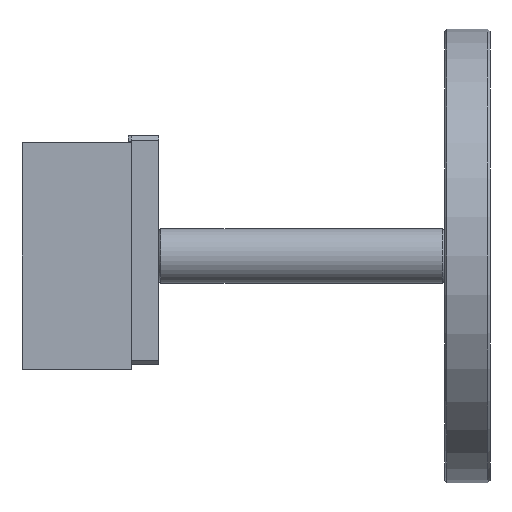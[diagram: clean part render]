
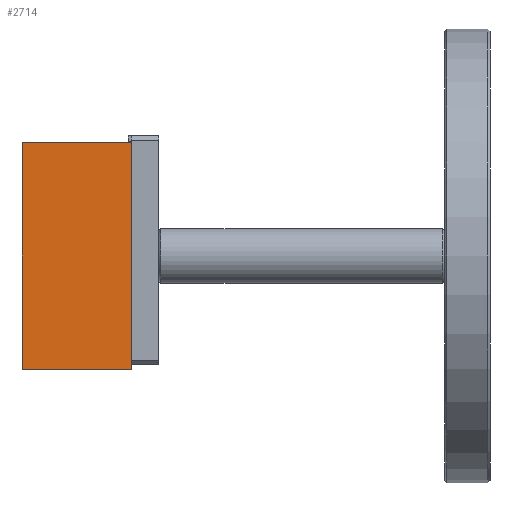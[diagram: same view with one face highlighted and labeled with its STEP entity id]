
A CAD part, left-side view. The second image highlights one B-rep face of the part: STEP entity #2714.
In plain terms, the highlighted planar face has unit normal (-1, 0, 0).
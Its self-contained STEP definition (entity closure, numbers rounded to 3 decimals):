
#19 = LINE ( 'NONE', #1773, #2838 ) ;
#41 = VERTEX_POINT ( 'NONE', #877 ) ;
#101 = ORIENTED_EDGE ( 'NONE', *, *, #2939, .T. ) ;
#305 = LINE ( 'NONE', #3321, #984 ) ;
#637 = DIRECTION ( 'NONE',  ( 1., 0., 0. ) ) ;
#674 = EDGE_CURVE ( 'NONE', #41, #3771, #305, .T. ) ;
#751 = CARTESIAN_POINT ( 'NONE',  ( -12.05, 12.05, -25. ) ) ;
#854 = VERTEX_POINT ( 'NONE', #751 ) ;
#877 = CARTESIAN_POINT ( 'NONE',  ( -12.05, 12.05, 25. ) ) ;
#961 = CARTESIAN_POINT ( 'NONE',  ( -12.05, -12.05, 25. ) ) ;
#984 = VECTOR ( 'NONE', #3022, 1000. ) ;
#1161 = CARTESIAN_POINT ( 'NONE',  ( -12.05, 12.05, -25. ) ) ;
#1259 = LINE ( 'NONE', #1161, #2679 ) ;
#1334 = EDGE_LOOP ( 'NONE', ( #1662, #4038, #1805, #101 ) ) ;
#1662 = ORIENTED_EDGE ( 'NONE', *, *, #1796, .T. ) ;
#1668 = DIRECTION ( 'NONE',  ( 0., 0., -1. ) ) ;
#1773 = CARTESIAN_POINT ( 'NONE',  ( -12.05, 12.05, 25. ) ) ;
#1796 = EDGE_CURVE ( 'NONE', #854, #3144, #1259, .T. ) ;
#1804 = CARTESIAN_POINT ( 'NONE',  ( -12.05, -12.05, 25. ) ) ;
#1805 = ORIENTED_EDGE ( 'NONE', *, *, #674, .F. ) ;
#1955 = FACE_OUTER_BOUND ( 'NONE', #1334, .T. ) ;
#2679 = VECTOR ( 'NONE', #4176, 1000. ) ;
#2714 = ADVANCED_FACE ( 'NONE', ( #1955 ), #3639, .F. ) ;
#2773 = EDGE_CURVE ( 'NONE', #3771, #3144, #3537, .T. ) ;
#2838 = VECTOR ( 'NONE', #3041, 1000. ) ;
#2939 = EDGE_CURVE ( 'NONE', #41, #854, #19, .T. ) ;
#3000 = AXIS2_PLACEMENT_3D ( 'NONE', #3659, #637, #3343 ) ;
#3022 = DIRECTION ( 'NONE',  ( 0., -1., 0. ) ) ;
#3041 = DIRECTION ( 'NONE',  ( 0., 0., -1. ) ) ;
#3144 = VERTEX_POINT ( 'NONE', #3849 ) ;
#3223 = VECTOR ( 'NONE', #1668, 1000. ) ;
#3321 = CARTESIAN_POINT ( 'NONE',  ( -12.05, 12.05, 25. ) ) ;
#3343 = DIRECTION ( 'NONE',  ( 0., 1., 0. ) ) ;
#3537 = LINE ( 'NONE', #961, #3223 ) ;
#3639 = PLANE ( 'NONE',  #3000 ) ;
#3659 = CARTESIAN_POINT ( 'NONE',  ( -12.05, 12.05, 25. ) ) ;
#3771 = VERTEX_POINT ( 'NONE', #1804 ) ;
#3849 = CARTESIAN_POINT ( 'NONE',  ( -12.05, -12.05, -25. ) ) ;
#4038 = ORIENTED_EDGE ( 'NONE', *, *, #2773, .F. ) ;
#4176 = DIRECTION ( 'NONE',  ( 0., -1., 0. ) ) ;
